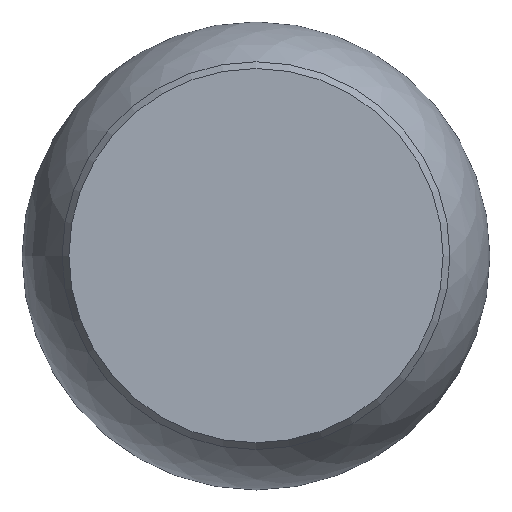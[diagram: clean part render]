
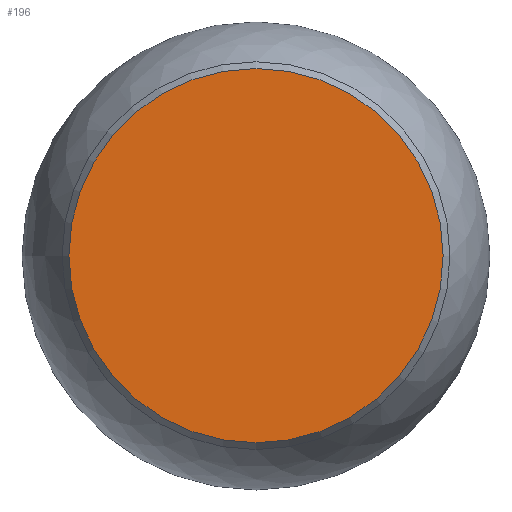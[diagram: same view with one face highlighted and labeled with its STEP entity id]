
A CAD part, top view. The second image highlights one B-rep face of the part: STEP entity #196.
In plain terms, the highlighted planar face has unit normal (0, 0, 1).
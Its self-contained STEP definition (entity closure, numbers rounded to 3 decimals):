
#16=PLANE('',#242);
#49=FACE_OUTER_BOUND('',#65,.T.);
#65=EDGE_LOOP('',(#179));
#76=CIRCLE('',#225,12.);
#94=VERTEX_POINT('',#390);
#115=EDGE_CURVE('',#94,#94,#76,.T.);
#179=ORIENTED_EDGE('',*,*,#115,.F.);
#196=ADVANCED_FACE('',(#49),#16,.T.);
#225=AXIS2_PLACEMENT_3D('',#392,#273,#274);
#242=AXIS2_PLACEMENT_3D('',#447,#310,#311);
#273=DIRECTION('center_axis',(0.,0.,-1.));
#274=DIRECTION('ref_axis',(1.,0.,0.));
#310=DIRECTION('center_axis',(0.,0.,1.));
#311=DIRECTION('ref_axis',(1.,0.,0.));
#390=CARTESIAN_POINT('',(-12.,0.,21.));
#392=CARTESIAN_POINT('Origin',(0.,0.,21.));
#447=CARTESIAN_POINT('Origin',(-15.,0.,21.));
